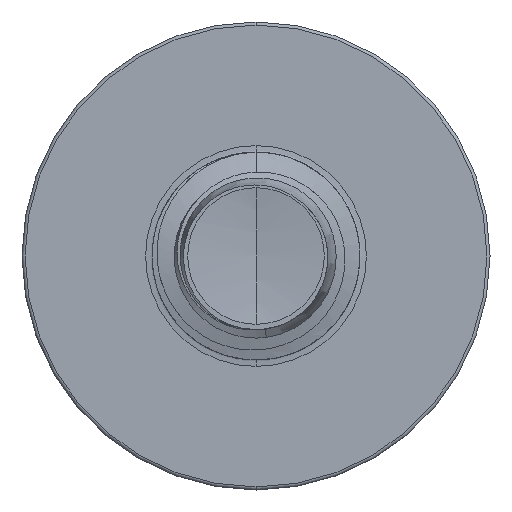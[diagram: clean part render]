
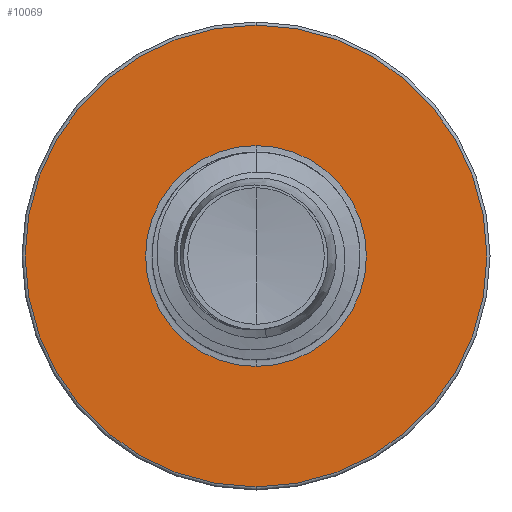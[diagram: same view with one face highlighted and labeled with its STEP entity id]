
A CAD part, front view. The second image highlights one B-rep face of the part: STEP entity #10069.
In plain terms, the highlighted planar face has unit normal (0, -1, 0).
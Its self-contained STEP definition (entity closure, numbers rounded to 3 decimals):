
#71 = DIRECTION ( 'NONE',  ( 0., 0., 1. ) ) ;
#312 = DIRECTION ( 'NONE',  ( 0., 1., 0. ) ) ;
#346 = CARTESIAN_POINT ( 'NONE',  ( 0., 12.5, 0. ) ) ;
#421 = AXIS2_PLACEMENT_3D ( 'NONE', #485, #14654, #3037 ) ;
#429 = DIRECTION ( 'NONE',  ( 0., 0., 1. ) ) ;
#485 = CARTESIAN_POINT ( 'NONE',  ( 0., 12.5, 0. ) ) ;
#530 = DIRECTION ( 'NONE',  ( 0., 1., 0. ) ) ;
#561 = CARTESIAN_POINT ( 'NONE',  ( 0., 12.5, 0. ) ) ;
#773 = VERTEX_POINT ( 'NONE', #4418 ) ;
#2855 = EDGE_CURVE ( 'NONE', #773, #21613, #19581, .T. ) ;
#3037 = DIRECTION ( 'NONE',  ( 0., 0., 1. ) ) ;
#3041 = CARTESIAN_POINT ( 'NONE',  ( 0., 12.5, 0. ) ) ;
#3152 = ORIENTED_EDGE ( 'NONE', *, *, #2855, .T. ) ;
#3506 = AXIS2_PLACEMENT_3D ( 'NONE', #3041, #16003, #5589 ) ;
#4418 = CARTESIAN_POINT ( 'NONE',  ( 0., 12.5, 3.186 ) ) ;
#4752 = CARTESIAN_POINT ( 'NONE',  ( 0., 12.5, 6.66 ) ) ;
#5589 = DIRECTION ( 'NONE',  ( 0., 0., 1. ) ) ;
#6423 = FACE_OUTER_BOUND ( 'NONE', #8625, .T. ) ;
#8625 = EDGE_LOOP ( 'NONE', ( #9682, #20306 ) ) ;
#8952 = CIRCLE ( 'NONE', #421, 6.66 ) ;
#9224 = CARTESIAN_POINT ( 'NONE',  ( 0., 12.5, -6.66 ) ) ;
#9421 = AXIS2_PLACEMENT_3D ( 'NONE', #21347, #21451, #21163 ) ;
#9682 = ORIENTED_EDGE ( 'NONE', *, *, #9710, .F. ) ;
#9710 = EDGE_CURVE ( 'NONE', #12258, #15799, #11228, .T. ) ;
#10069 = ADVANCED_FACE ( 'NONE', ( #6423, #22164 ), #21188, .F. ) ;
#11065 = AXIS2_PLACEMENT_3D ( 'NONE', #561, #530, #71 ) ;
#11228 = CIRCLE ( 'NONE', #11065, 6.66 ) ;
#12258 = VERTEX_POINT ( 'NONE', #4752 ) ;
#12483 = CIRCLE ( 'NONE', #3506, 3.186 ) ;
#13120 = AXIS2_PLACEMENT_3D ( 'NONE', #346, #312, #429 ) ;
#14360 = CARTESIAN_POINT ( 'NONE',  ( 0., 12.5, -3.186 ) ) ;
#14654 = DIRECTION ( 'NONE',  ( 0., 1., 0. ) ) ;
#15799 = VERTEX_POINT ( 'NONE', #9224 ) ;
#16003 = DIRECTION ( 'NONE',  ( 0., 1., 0. ) ) ;
#16789 = EDGE_CURVE ( 'NONE', #21613, #773, #12483, .T. ) ;
#18565 = ORIENTED_EDGE ( 'NONE', *, *, #16789, .T. ) ;
#18695 = EDGE_CURVE ( 'NONE', #15799, #12258, #8952, .T. ) ;
#19581 = CIRCLE ( 'NONE', #13120, 3.186 ) ;
#20306 = ORIENTED_EDGE ( 'NONE', *, *, #18695, .F. ) ;
#20801 = EDGE_LOOP ( 'NONE', ( #3152, #18565 ) ) ;
#21163 = DIRECTION ( 'NONE',  ( 0., 0., 1. ) ) ;
#21188 = PLANE ( 'NONE',  #9421 ) ;
#21347 = CARTESIAN_POINT ( 'NONE',  ( 0., 12.5, -3.186 ) ) ;
#21451 = DIRECTION ( 'NONE',  ( 0., 1., 0. ) ) ;
#21613 = VERTEX_POINT ( 'NONE', #14360 ) ;
#22164 = FACE_BOUND ( 'NONE', #20801, .T. ) ;
